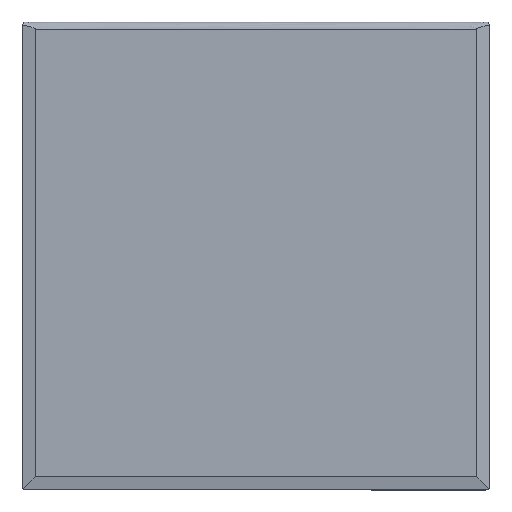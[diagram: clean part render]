
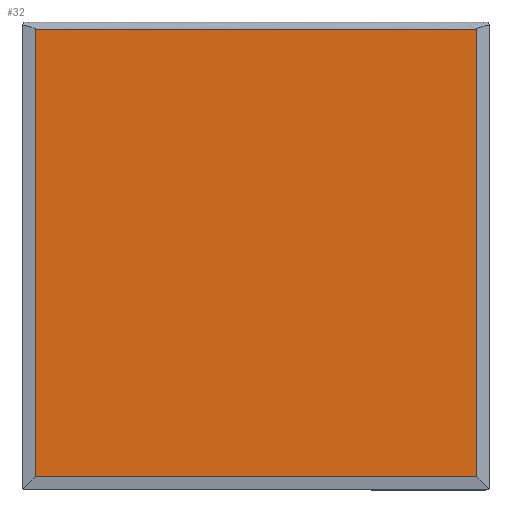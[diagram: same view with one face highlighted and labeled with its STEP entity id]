
A CAD part, top view. The second image highlights one B-rep face of the part: STEP entity #32.
In plain terms, the highlighted planar face has unit normal (0, 0, 1).
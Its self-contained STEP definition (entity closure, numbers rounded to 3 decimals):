
#32 = ADVANCED_FACE ( 'NONE', ( #1029 ), #1444, .F. ) ;
#108 = CARTESIAN_POINT ( 'NONE',  ( -50.333, 155., 0. ) ) ;
#145 = AXIS2_PLACEMENT_3D ( 'NONE', #1584, #584, #164 ) ;
#164 = DIRECTION ( 'NONE',  ( -1., 0., 0. ) ) ;
#172 = VECTOR ( 'NONE', #1299, 1000. ) ;
#209 = ORIENTED_EDGE ( 'NONE', *, *, #312, .T. ) ;
#225 = VERTEX_POINT ( 'NONE', #1439 ) ;
#232 = DIRECTION ( 'NONE',  ( 1., 0., 0. ) ) ;
#312 = EDGE_CURVE ( 'NONE', #1605, #492, #737, .T. ) ;
#354 = VECTOR ( 'NONE', #232, 1000. ) ;
#375 = CARTESIAN_POINT ( 'NONE',  ( 151., 155., 0. ) ) ;
#458 = B_SPLINE_CURVE_WITH_KNOTS ( 'NONE', 3,
 ( #375, #1237, #108, #668 ),
 .UNSPECIFIED., .F., .F.,
 ( 4, 4 ),
 ( 0., 1. ),
 .UNSPECIFIED. ) ;
#487 = ORIENTED_EDGE ( 'NONE', *, *, #1204, .T. ) ;
#492 = VERTEX_POINT ( 'NONE', #1761 ) ;
#584 = DIRECTION ( 'NONE',  ( 0., 0., -1. ) ) ;
#660 = VERTEX_POINT ( 'NONE', #945 ) ;
#668 = CARTESIAN_POINT ( 'NONE',  ( -151., 155., 0. ) ) ;
#701 = EDGE_CURVE ( 'NONE', #492, #225, #1660, .T. ) ;
#737 = LINE ( 'NONE', #1822, #172 ) ;
#749 = VECTOR ( 'NONE', #919, 1000. ) ;
#919 = DIRECTION ( 'NONE',  ( 0., 1., 0. ) ) ;
#945 = CARTESIAN_POINT ( 'NONE',  ( 151., 155., 0. ) ) ;
#1005 = ORIENTED_EDGE ( 'NONE', *, *, #701, .T. ) ;
#1029 = FACE_OUTER_BOUND ( 'NONE', #1669, .T. ) ;
#1058 = ORIENTED_EDGE ( 'NONE', *, *, #1394, .T. ) ;
#1204 = EDGE_CURVE ( 'NONE', #225, #660, #1219, .T. ) ;
#1219 = LINE ( 'NONE', #1764, #749 ) ;
#1237 = CARTESIAN_POINT ( 'NONE',  ( 50.333, 155., 0. ) ) ;
#1299 = DIRECTION ( 'NONE',  ( 0., -1., 0. ) ) ;
#1394 = EDGE_CURVE ( 'NONE', #660, #1605, #458, .T. ) ;
#1439 = CARTESIAN_POINT ( 'NONE',  ( 151., -151., 0. ) ) ;
#1444 = PLANE ( 'NONE',  #145 ) ;
#1459 = CARTESIAN_POINT ( 'NONE',  ( -151., 155., 0. ) ) ;
#1521 = CARTESIAN_POINT ( 'NONE',  ( 157., -151., 0. ) ) ;
#1584 = CARTESIAN_POINT ( 'NONE',  ( -157., -157., 0. ) ) ;
#1605 = VERTEX_POINT ( 'NONE', #1459 ) ;
#1660 = LINE ( 'NONE', #1521, #354 ) ;
#1669 = EDGE_LOOP ( 'NONE', ( #487, #1058, #209, #1005 ) ) ;
#1761 = CARTESIAN_POINT ( 'NONE',  ( -151., -151., 0. ) ) ;
#1764 = CARTESIAN_POINT ( 'NONE',  ( 151., 157., 0. ) ) ;
#1822 = CARTESIAN_POINT ( 'NONE',  ( -151., -157., 0. ) ) ;
